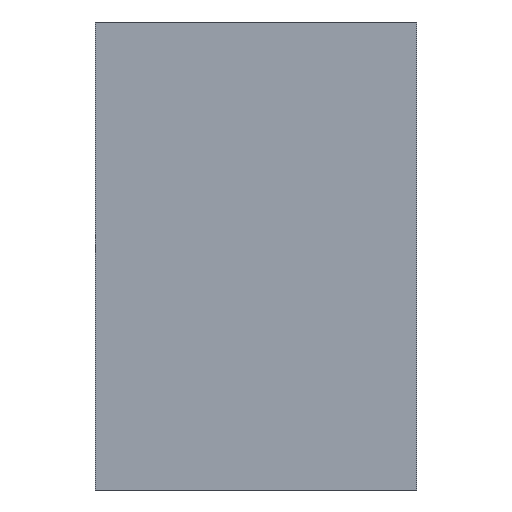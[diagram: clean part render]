
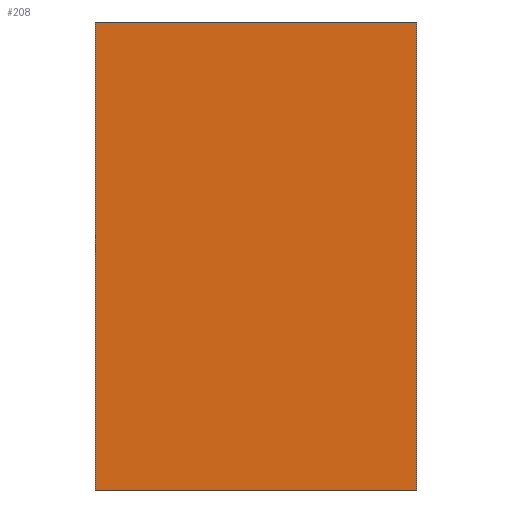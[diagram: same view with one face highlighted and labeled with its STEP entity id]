
A CAD part, left-side view. The second image highlights one B-rep face of the part: STEP entity #208.
In plain terms, the highlighted planar face has unit normal (-1, 0, 0).
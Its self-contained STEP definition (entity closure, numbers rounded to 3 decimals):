
#64 = VECTOR ( 'NONE', #319, 1000. ) ;
#73 = ORIENTED_EDGE ( 'NONE', *, *, #356, .T. ) ;
#141 = PLANE ( 'NONE',  #244 ) ;
#208 = ADVANCED_FACE ( 'NONE', ( #1014 ), #141, .F. ) ;
#219 = CARTESIAN_POINT ( 'NONE',  ( -0.8, 0., -0.4 ) ) ;
#244 = AXIS2_PLACEMENT_3D ( 'NONE', #886, #1176, #599 ) ;
#259 = LINE ( 'NONE', #741, #1065 ) ;
#271 = EDGE_CURVE ( 'NONE', #350, #443, #555, .T. ) ;
#319 = DIRECTION ( 'NONE',  ( 0., -1., 0. ) ) ;
#350 = VERTEX_POINT ( 'NONE', #939 ) ;
#356 = EDGE_CURVE ( 'NONE', #350, #662, #259, .T. ) ;
#382 = VERTEX_POINT ( 'NONE', #762 ) ;
#443 = VERTEX_POINT ( 'NONE', #855 ) ;
#537 = ORIENTED_EDGE ( 'NONE', *, *, #1077, .F. ) ;
#555 = LINE ( 'NONE', #1022, #859 ) ;
#590 = LINE ( 'NONE', #1181, #1103 ) ;
#599 = DIRECTION ( 'NONE',  ( 0., 0., -1. ) ) ;
#643 = EDGE_LOOP ( 'NONE', ( #1205, #537, #1013, #73 ) ) ;
#650 = DIRECTION ( 'NONE',  ( 0., -1., 0. ) ) ;
#662 = VERTEX_POINT ( 'NONE', #219 ) ;
#741 = CARTESIAN_POINT ( 'NONE',  ( -0.8, 0.55, -0.4 ) ) ;
#762 = CARTESIAN_POINT ( 'NONE',  ( -0.8, 0., 0.4 ) ) ;
#851 = DIRECTION ( 'NONE',  ( 0., 0., 1. ) ) ;
#855 = CARTESIAN_POINT ( 'NONE',  ( -0.8, 0.55, 0.4 ) ) ;
#859 = VECTOR ( 'NONE', #851, 1000. ) ;
#884 = EDGE_CURVE ( 'NONE', #662, #382, #590, .T. ) ;
#886 = CARTESIAN_POINT ( 'NONE',  ( -0.8, 0.55, 0.4 ) ) ;
#889 = CARTESIAN_POINT ( 'NONE',  ( -0.8, 0.55, 0.4 ) ) ;
#939 = CARTESIAN_POINT ( 'NONE',  ( -0.8, 0.55, -0.4 ) ) ;
#1013 = ORIENTED_EDGE ( 'NONE', *, *, #271, .F. ) ;
#1014 = FACE_OUTER_BOUND ( 'NONE', #643, .T. ) ;
#1022 = CARTESIAN_POINT ( 'NONE',  ( -0.8, 0.55, 0.4 ) ) ;
#1065 = VECTOR ( 'NONE', #650, 1000. ) ;
#1077 = EDGE_CURVE ( 'NONE', #443, #382, #1172, .T. ) ;
#1103 = VECTOR ( 'NONE', #1119, 1000. ) ;
#1119 = DIRECTION ( 'NONE',  ( 0., 0., 1. ) ) ;
#1172 = LINE ( 'NONE', #889, #64 ) ;
#1176 = DIRECTION ( 'NONE',  ( 1., 0., 0. ) ) ;
#1181 = CARTESIAN_POINT ( 'NONE',  ( -0.8, 0., 0.4 ) ) ;
#1205 = ORIENTED_EDGE ( 'NONE', *, *, #884, .T. ) ;
